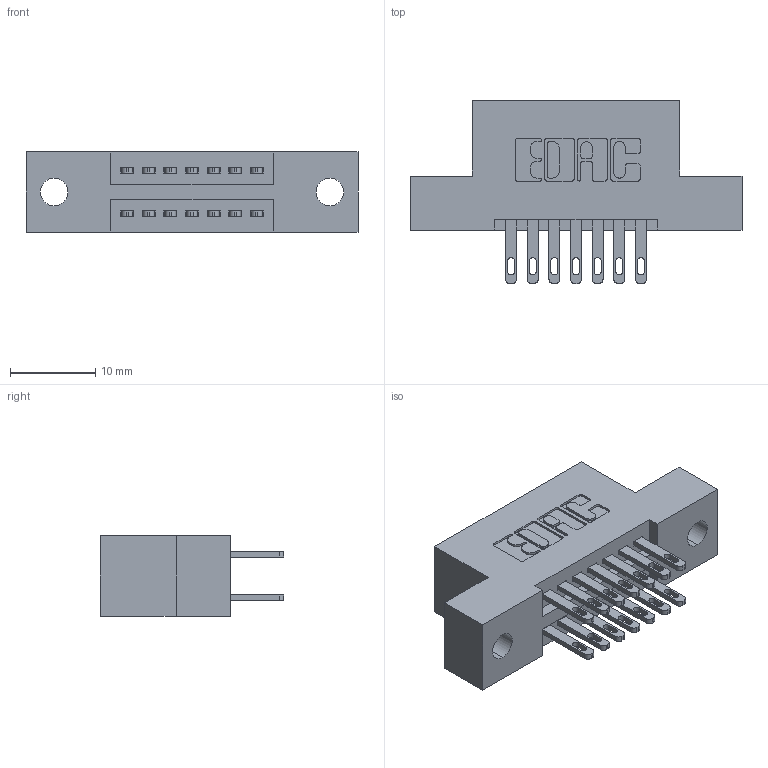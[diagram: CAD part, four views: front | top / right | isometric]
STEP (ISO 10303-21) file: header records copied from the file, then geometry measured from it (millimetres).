
FILE_DESCRIPTION (( 'STEP AP203' ), '1' );
FILE_NAME ('345-014-500-202.STEP', '2018-08-18T07:33:23', ( '' ), ( '' ), 'SwSTEP 2.0', 'SolidWorks 2016', '' );
FILE_SCHEMA (( 'CONFIG_CONTROL_DESIGN' ));
Length unit declared in the file: inch
Products named in the file (3): 345-292-001_345-293-100; 345-014-500-202; 345 Part_Flush Mounting Lugs - 0.128 Dia
Assembly tree (15 placements, depth 2):
  345-014-500-202
    345 Part_Flush Mounting Lugs - 0.128 Dia
    345-292-001_345-293-100  x14
Bounding box: 38.99 x 21.51 x 9.4 mm (x, y, z)
Volume: 3468.6 mm3; surface area: 4319.4 mm2
Topology: 15 solids, 15 shells, 770 faces, 2315 edges, 1542 vertices
Faces by surface type: plane 458, cylinder 312
Entity records: 10137 total; most frequent: CARTESIAN_POINT 1732, ORIENTED_EDGE 1666, DIRECTION 1573, EDGE_CURVE 833, LINE 669, VECTOR 669, VERTEX_POINT 554, AXIS2_PLACEMENT_3D 452
